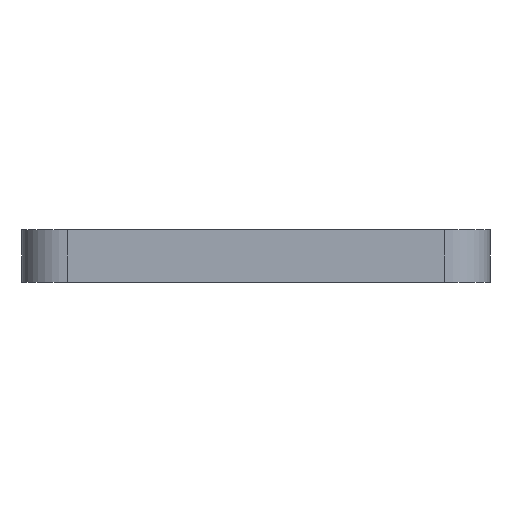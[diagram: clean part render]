
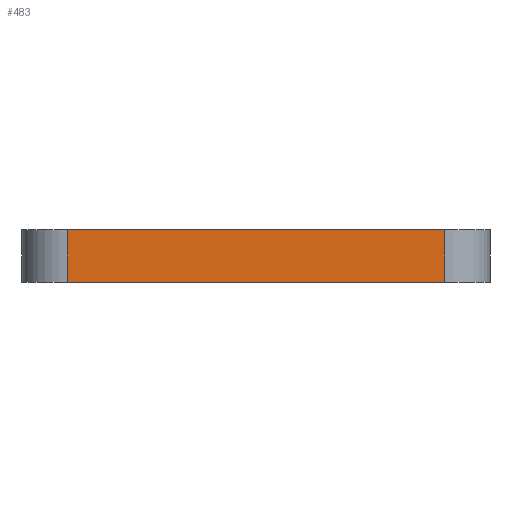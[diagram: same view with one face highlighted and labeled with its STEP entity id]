
A CAD part, left-side view. The second image highlights one B-rep face of the part: STEP entity #483.
In plain terms, the highlighted planar face has unit normal (-1, 0, 0).
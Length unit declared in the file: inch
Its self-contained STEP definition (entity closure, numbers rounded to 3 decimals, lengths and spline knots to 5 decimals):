
#72 = LINE ( 'NONE', #797, #571 ) ;
#93 = LINE ( 'NONE', #234, #546 ) ;
#121 = EDGE_CURVE ( 'NONE', #323, #688, #634, .T. ) ;
#132 = VECTOR ( 'NONE', #885, 39.37008 ) ;
#150 = DIRECTION ( 'NONE',  ( 0., 0., -1. ) ) ;
#161 = CARTESIAN_POINT ( 'NONE',  ( -1.59449, 0.98228, 0.1378 ) ) ;
#234 = CARTESIAN_POINT ( 'NONE',  ( -1.59449, -1.2185, 0.1378 ) ) ;
#246 = ORIENTED_EDGE ( 'NONE', *, *, #440, .T. ) ;
#254 = AXIS2_PLACEMENT_3D ( 'NONE', #507, #807, #150 ) ;
#280 = ORIENTED_EDGE ( 'NONE', *, *, #328, .T. ) ;
#291 = EDGE_CURVE ( 'NONE', #323, #826, #93, .T. ) ;
#323 = VERTEX_POINT ( 'NONE', #161 ) ;
#328 = EDGE_CURVE ( 'NONE', #805, #826, #457, .T. ) ;
#361 = DIRECTION ( 'NONE',  ( 0., 0., -1. ) ) ;
#372 = ORIENTED_EDGE ( 'NONE', *, *, #291, .F. ) ;
#436 = CARTESIAN_POINT ( 'NONE',  ( -1.59449, 0.98228, 0.1378 ) ) ;
#440 = EDGE_CURVE ( 'NONE', #688, #805, #72, .T. ) ;
#457 = LINE ( 'NONE', #524, #132 ) ;
#483 = ADVANCED_FACE ( 'NONE', ( #527 ), #590, .F. ) ;
#507 = CARTESIAN_POINT ( 'NONE',  ( -1.59449, -1.2185, 0.1378 ) ) ;
#524 = CARTESIAN_POINT ( 'NONE',  ( -1.59449, -0.98228, 0.1378 ) ) ;
#527 = FACE_OUTER_BOUND ( 'NONE', #672, .T. ) ;
#546 = VECTOR ( 'NONE', #677, 39.37008 ) ;
#571 = VECTOR ( 'NONE', #585, 39.37008 ) ;
#585 = DIRECTION ( 'NONE',  ( 0., -1., 0. ) ) ;
#590 = PLANE ( 'NONE',  #254 ) ;
#634 = LINE ( 'NONE', #436, #881 ) ;
#672 = EDGE_LOOP ( 'NONE', ( #246, #280, #372, #692 ) ) ;
#677 = DIRECTION ( 'NONE',  ( 0., -1., 0. ) ) ;
#688 = VERTEX_POINT ( 'NONE', #905 ) ;
#692 = ORIENTED_EDGE ( 'NONE', *, *, #121, .T. ) ;
#790 = CARTESIAN_POINT ( 'NONE',  ( -1.59449, -0.98228, -0.1378 ) ) ;
#797 = CARTESIAN_POINT ( 'NONE',  ( -1.59449, -1.2185, -0.1378 ) ) ;
#805 = VERTEX_POINT ( 'NONE', #790 ) ;
#807 = DIRECTION ( 'NONE',  ( 1., 0., 0. ) ) ;
#826 = VERTEX_POINT ( 'NONE', #923 ) ;
#881 = VECTOR ( 'NONE', #361, 39.37008 ) ;
#885 = DIRECTION ( 'NONE',  ( 0., 0., 1. ) ) ;
#905 = CARTESIAN_POINT ( 'NONE',  ( -1.59449, 0.98228, -0.1378 ) ) ;
#923 = CARTESIAN_POINT ( 'NONE',  ( -1.59449, -0.98228, 0.1378 ) ) ;
